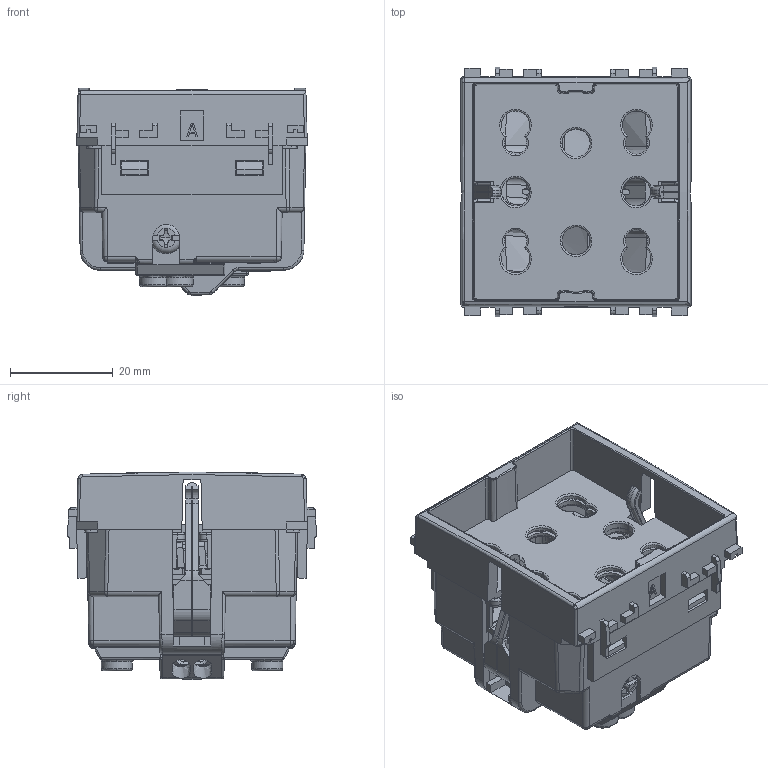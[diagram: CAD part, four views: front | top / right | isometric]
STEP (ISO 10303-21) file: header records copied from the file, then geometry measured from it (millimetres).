
FILE_DESCRIPTION (( 'STEP AP214' ), '1' );
FILE_NAME ('4BOX-H21-ARKE.STEP', '2024-08-23T05:02:27', ( '' ), ( '' ), 'SwSTEP 2.0', 'SolidWorks 2016', '' );
FILE_SCHEMA (( 'AUTOMOTIVE_DESIGN' ));
Length unit declared in the file: millimetre
Products named in the file (16): SCREW-NEW_2; LF40211脣釱酘衵銅え-20191214; GROUND-CONTACT-2-1; LF40211脣釱諉華銅え-20191226; SHUTTER-3; PROTECTOR-COVER_AF0; SHUTTER-1_ASM; 4BOX-H21-ARKE; SLIDE-P30-_AF1; SPACER_TUTTO_2; GROUND-3-2_ASM; CHILDREN-PROTECTION-DOWN-1_AF0; lf40209-a-1104; LF40211脣釱菁釱-L-20191025; GROUND-CONTACT-1-1; SHUTTER-3_AF0
Assembly tree (16 placements, depth 3):
  4BOX-H21-ARKE
    LF40211脣釱菁釱-L-20191025
    SHUTTER-1_ASM
      PROTECTOR-COVER_AF0
      CHILDREN-PROTECTION-DOWN-1_AF0
      SLIDE-P30-_AF1
      SHUTTER-3_AF0
      SHUTTER-3
    GROUND-3-2_ASM
      GROUND-CONTACT-1-1
      GROUND-CONTACT-2-1
      SPACER_TUTTO_2
      SCREW-NEW_2
      LF40211脣釱諉華銅え-20191226
    LF40211脣釱酘衵銅え-20191214  x2
    lf40209-a-1104
Bounding box: 44.8 x 48.47 x 40.4 mm (x, y, z)
Volume: 24387.9 mm3; surface area: 42363.5 mm2
Topology: 14 solids, 18 shells, 4215 faces, 11512 edges, 7337 vertices
Faces by surface type: plane 2036, cylinder 1100, bspline 774, torus 194, cone 58, sphere 53
Entity records: 148808 total; most frequent: CARTESIAN_POINT 60260, ORIENTED_EDGE 20062, DIRECTION 15959, EDGE_CURVE 10031, VERTEX_POINT 6430, VECTOR 6017, LINE 6017, AXIS2_PLACEMENT_3D 4971
